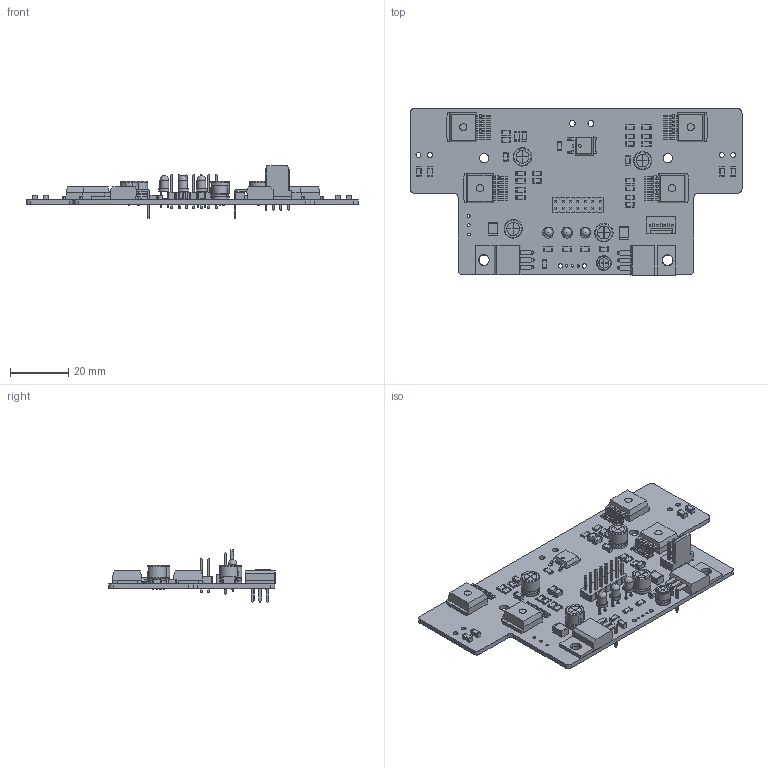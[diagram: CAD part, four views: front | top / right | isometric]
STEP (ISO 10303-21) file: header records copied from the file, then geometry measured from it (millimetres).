
FILE_DESCRIPTION(('KiCad electronic assembly'),'2;1');
FILE_NAME('Carte_puissance.step','2019-08-28T13:29:49',('An Author'),( 'A Company'),'Open CASCADE STEP processor 6.9', 'KiCad to STEP converter','Unknown');
FILE_SCHEMA(('AUTOMOTIVE_DESIGN { 1 0 10303 214 1 1 1 1 }'));
Length unit declared in the file: millimetre
Products named in the file (24): Open CASCADE STEP translator 6.9 1; TO-220-3_Horizontal_TabDown; SOLID; LED_D3.0mm; PinHeader_2x07_P2.54mm_Vertical; TO-252-2; C_1206_3216Metric; R_1206_3216Metric; C_1812_4532Metric; Molex_KK-254_AE-6410-04A_1x04_P2.54mm_Vertical; TO-263-7_TabPin8; CP_Radial_D6.3mm_P2.50mm; CP_Radial_D5.0mm_P2.00mm; COMPOUND
Assembly tree (63 placements, depth 3):
  Open CASCADE STEP translator 6.9 1
    TO-220-3_Horizontal_TabDown  x2
      SOLID
    LED_D3.0mm  x3
      SOLID
    PinHeader_2x07_P2.54mm_Vertical
      SOLID
    TO-252-2
      SOLID
    C_1206_3216Metric  x14
      SOLID
    R_1206_3216Metric  x18
      SOLID
    C_1812_4532Metric  x2
      SOLID
    Molex_KK-254_AE-6410-04A_1x04_P2.54mm_Vertical
      SOLID
    TO-263-7_TabPin8  x4
      SOLID
    CP_Radial_D6.3mm_P2.50mm  x4
      SOLID
    CP_Radial_D5.0mm_P2.00mm
      SOLID
    COMPOUND
Bounding box: 114 x 57.19 x 18.03 mm (x, y, z)
Volume: 13206.2 mm3; surface area: 18318.2 mm2
Topology: 52 solids, 57 shells, 2616 faces, 6805 edges, 4421 vertices
Faces by surface type: plane 1949, cylinder 611, bspline 22, revolution 21, torus 10, sphere 3
Full cylindrical faces by diameter (mm): 0.5 x10, 0.8 x13, 0.9 x6, 1 x15, 1.001 x3, 1.1 x6, 1.2 x4, 1.5 x2, 1.7 x4, 1.999 x2, 2.5 x4, 3.2 x2, 3.5 x2, 3.735 x2
Entity records: 73586 total; most frequent: CARTESIAN_POINT 13249, DIRECTION 10093, LINE 6891, VECTOR 6891, ORIENTED_EDGE 5176, PCURVE 5176, DEFINITIONAL_REPRESENTATION 5176, EDGE_CURVE 2588
